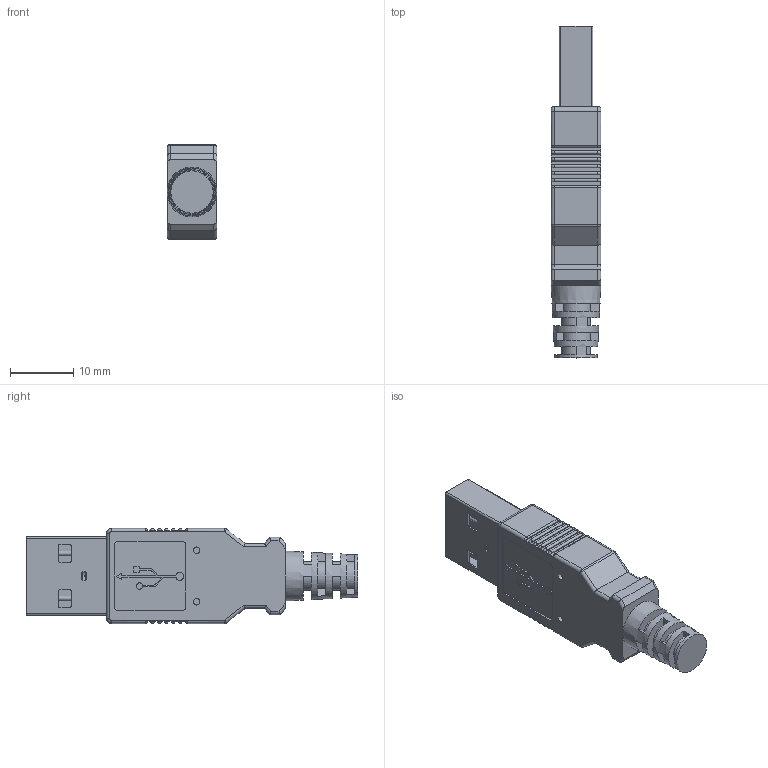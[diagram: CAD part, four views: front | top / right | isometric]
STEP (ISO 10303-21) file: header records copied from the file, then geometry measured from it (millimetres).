
FILE_DESCRIPTION(/* description */ ('STEP AP214'),/* implementation_level */ '2;1');
FILE_NAME(/* name */ 'DPLX_P037 USB.stp',/* time_stamp */ '2018-07-31T12:49:40-07:00',/* author */ ('MJ'),/* organization */ (''),/* preprocessor_version */ 'ST-DEVELOPER v16.13',/* originating_system */ 'Autodesk Inventor 2018',/* authorisation */ '');
FILE_SCHEMA (('AUTOMOTIVE_DESIGN { 1 0 10303 214 3 1 1 }'));
Length unit declared in the file: inch
Products named in the file (1): DPLX_P037 USB
Bounding box: 7.87 x 52.32 x 14.99 mm (x, y, z)
Volume: 3913.6 mm3; surface area: 3510.9 mm2
Topology: 8 solids, 8 shells, 416 faces, 1091 edges, 696 vertices
Faces by surface type: plane 253, cylinder 106, bspline 48, torus 4, sphere 4, cone 1
Full cylindrical faces by diameter (mm): 1.016 x4
Entity records: 13345 total; most frequent: CARTESIAN_POINT 3133, ORIENTED_EDGE 2146, DIRECTION 2010, EDGE_CURVE 1073, LINE 714, VECTOR 714, VERTEX_POINT 691, AXIS2_PLACEMENT_3D 648
